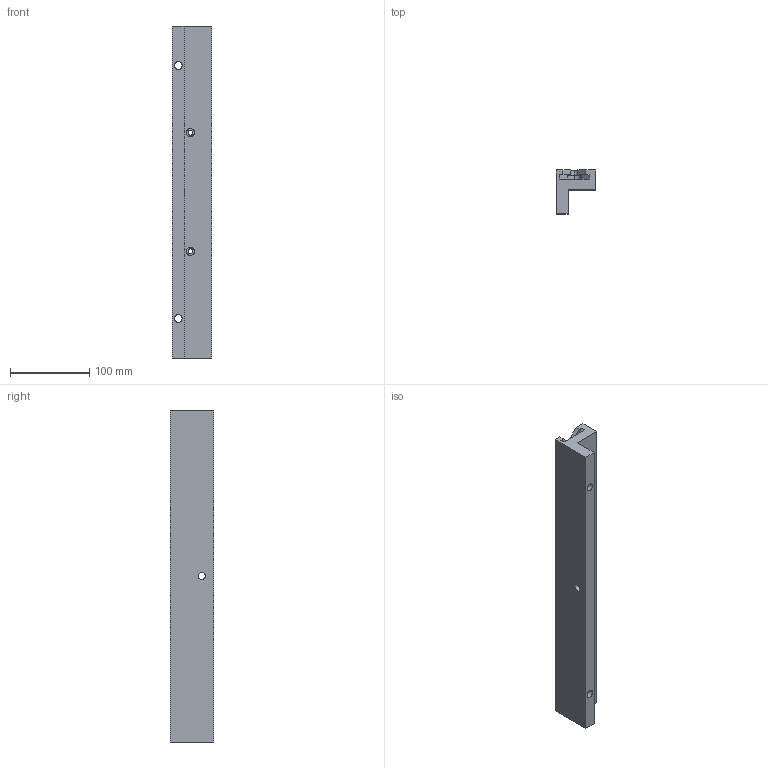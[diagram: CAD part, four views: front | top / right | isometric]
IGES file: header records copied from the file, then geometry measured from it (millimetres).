
Start section: Missler Software BP 521, 31674 Labege Cedex, France Tel   : +33 (0)5 61 00 03 00 Fax   : +33 (0)5 61 00 03 03 Email : 
Global section: file name: TAQUET POM-C AVEC RAINURAGE.igs; native system: TopSolid v609200 Missler Software; preprocessor: IGES preprocessor v100000; author: Utilisateur; date: 221102.163835; units: millimetre
Bounding box: 50 x 55 x 420 mm (x, y, z)
Surface area: 111517.6 mm2 (no closed solid volume)
Topology: 0 solids, 0 shells, 31 faces, 397 edges, 409 vertices
Faces by surface type: bspline 31
